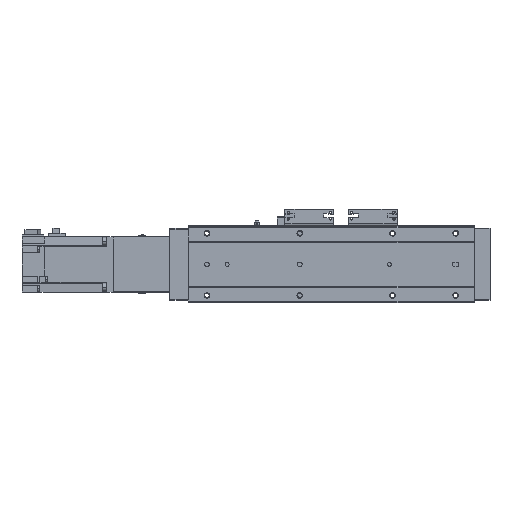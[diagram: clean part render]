
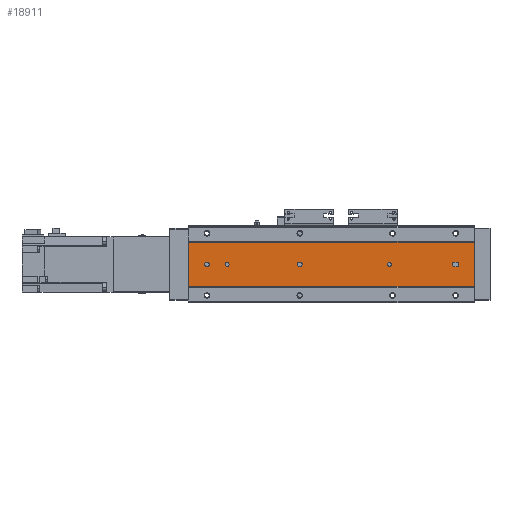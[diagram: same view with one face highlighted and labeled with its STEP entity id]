
A CAD part, front view. The second image highlights one B-rep face of the part: STEP entity #18911.
In plain terms, the highlighted planar face has unit normal (0, -1, 0).
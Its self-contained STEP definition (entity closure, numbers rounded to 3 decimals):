
#61 = DIRECTION ( 'NONE',  ( 0., 0., 1. ) ) ;
#71 = EDGE_CURVE ( 'NONE', #24761, #25313, #15657, .T. ) ;
#344 = ORIENTED_EDGE ( 'NONE', *, *, #22045, .F. ) ;
#441 = LINE ( 'NONE', #15682, #9740 ) ;
#702 = ORIENTED_EDGE ( 'NONE', *, *, #25960, .F. ) ;
#821 = CARTESIAN_POINT ( 'NONE',  ( 308., 1., 23.876 ) ) ;
#869 = ORIENTED_EDGE ( 'NONE', *, *, #6155, .F. ) ;
#1050 = ORIENTED_EDGE ( 'NONE', *, *, #20043, .F. ) ;
#1397 = VERTEX_POINT ( 'NONE', #16158 ) ;
#1570 = FACE_BOUND ( 'NONE', #3545, .T. ) ;
#1593 = CARTESIAN_POINT ( 'NONE',  ( 216.45, 1., 2.1 ) ) ;
#1846 = FACE_BOUND ( 'NONE', #3473, .T. ) ;
#1990 = ORIENTED_EDGE ( 'NONE', *, *, #20804, .T. ) ;
#2240 = EDGE_CURVE ( 'NONE', #26827, #26803, #22389, .T. ) ;
#2783 = AXIS2_PLACEMENT_3D ( 'NONE', #17472, #19175, #25556 ) ;
#3087 = CARTESIAN_POINT ( 'NONE',  ( 308., 1., 23.876 ) ) ;
#3386 = EDGE_CURVE ( 'NONE', #25234, #3850, #16978, .T. ) ;
#3451 = CARTESIAN_POINT ( 'NONE',  ( 308., 1., -23.876 ) ) ;
#3473 = EDGE_LOOP ( 'NONE', ( #14932, #15088 ) ) ;
#3480 = DIRECTION ( 'NONE',  ( -1., 0., 0. ) ) ;
#3545 = EDGE_LOOP ( 'NONE', ( #5695, #8598 ) ) ;
#3626 = ORIENTED_EDGE ( 'NONE', *, *, #5552, .T. ) ;
#3716 = LINE ( 'NONE', #18837, #19245 ) ;
#3819 = FACE_OUTER_BOUND ( 'NONE', #4911, .T. ) ;
#3850 = VERTEX_POINT ( 'NONE', #15420 ) ;
#3900 = DIRECTION ( 'NONE',  ( 0., -1., 0. ) ) ;
#3958 = CARTESIAN_POINT ( 'NONE',  ( 20., 1., 0. ) ) ;
#3963 = DIRECTION ( 'NONE',  ( 1., 0., 0. ) ) ;
#3984 = CIRCLE ( 'NONE', #12539, 2.1 ) ;
#4081 = CARTESIAN_POINT ( 'NONE',  ( 289., 1., 2.5 ) ) ;
#4519 = VERTEX_POINT ( 'NONE', #4081 ) ;
#4734 = CARTESIAN_POINT ( 'NONE',  ( 20., 1., 0. ) ) ;
#4911 = EDGE_LOOP ( 'NONE', ( #3626, #21786, #869, #1990 ) ) ;
#4913 = LINE ( 'NONE', #7155, #10682 ) ;
#5063 = LINE ( 'NONE', #821, #11115 ) ;
#5552 = EDGE_CURVE ( 'NONE', #22575, #27223, #441, .T. ) ;
#5643 = DIRECTION ( 'NONE',  ( 0., -1., 0. ) ) ;
#5664 = PLANE ( 'NONE',  #20536 ) ;
#5695 = ORIENTED_EDGE ( 'NONE', *, *, #2240, .F. ) ;
#5759 = CARTESIAN_POINT ( 'NONE',  ( 41.75, 1., 0. ) ) ;
#6155 = EDGE_CURVE ( 'NONE', #15479, #12119, #5063, .T. ) ;
#6690 = CARTESIAN_POINT ( 'NONE',  ( 120., 1., 0. ) ) ;
#6944 = CIRCLE ( 'NONE', #7815, 2.5 ) ;
#7155 = CARTESIAN_POINT ( 'NONE',  ( 308., 1., 23.876 ) ) ;
#7310 = EDGE_CURVE ( 'NONE', #24616, #14892, #3984, .T. ) ;
#7513 = DIRECTION ( 'NONE',  ( 0., -1., 0. ) ) ;
#7654 = AXIS2_PLACEMENT_3D ( 'NONE', #27424, #21195, #10137 ) ;
#7691 = CARTESIAN_POINT ( 'NONE',  ( 308., 1., -23.876 ) ) ;
#7815 = AXIS2_PLACEMENT_3D ( 'NONE', #3958, #27287, #21199 ) ;
#7994 = DIRECTION ( 'NONE',  ( 0., -1., 0. ) ) ;
#8598 = ORIENTED_EDGE ( 'NONE', *, *, #10181, .F. ) ;
#8791 = VERTEX_POINT ( 'NONE', #19624 ) ;
#9032 = DIRECTION ( 'NONE',  ( 0., 0., -1. ) ) ;
#9216 = CARTESIAN_POINT ( 'NONE',  ( 287., 1., 0. ) ) ;
#9717 = CARTESIAN_POINT ( 'NONE',  ( 120., 1., -2.5 ) ) ;
#9740 = VECTOR ( 'NONE', #9032, 1000. ) ;
#10137 = DIRECTION ( 'NONE',  ( 0., 0., 1. ) ) ;
#10181 = EDGE_CURVE ( 'NONE', #26803, #26827, #14889, .T. ) ;
#10333 = ORIENTED_EDGE ( 'NONE', *, *, #17623, .F. ) ;
#10539 = CARTESIAN_POINT ( 'NONE',  ( 0., 1., 23.876 ) ) ;
#10629 = AXIS2_PLACEMENT_3D ( 'NONE', #5759, #7994, #22724 ) ;
#10682 = VECTOR ( 'NONE', #24431, 1000. ) ;
#11034 = DIRECTION ( 'NONE',  ( 0., -1., 0. ) ) ;
#11097 = CARTESIAN_POINT ( 'NONE',  ( 41.75, 1., 2.1 ) ) ;
#11115 = VECTOR ( 'NONE', #20317, 1000. ) ;
#11344 = EDGE_LOOP ( 'NONE', ( #23226, #17960 ) ) ;
#11494 = CARTESIAN_POINT ( 'NONE',  ( 287., 1., -2.5 ) ) ;
#11521 = ORIENTED_EDGE ( 'NONE', *, *, #26526, .F. ) ;
#11892 = AXIS2_PLACEMENT_3D ( 'NONE', #6690, #15576, #61 ) ;
#12119 = VERTEX_POINT ( 'NONE', #3451 ) ;
#12145 = FACE_BOUND ( 'NONE', #18723, .T. ) ;
#12428 = FACE_BOUND ( 'NONE', #20260, .T. ) ;
#12539 = AXIS2_PLACEMENT_3D ( 'NONE', #26993, #5643, #22484 ) ;
#13312 = CARTESIAN_POINT ( 'NONE',  ( 216.45, 1., 0. ) ) ;
#13329 = DIRECTION ( 'NONE',  ( 0., 0., 1. ) ) ;
#14101 = CARTESIAN_POINT ( 'NONE',  ( 308., 1., -2.5 ) ) ;
#14423 = CARTESIAN_POINT ( 'NONE',  ( 308., 1., 23.876 ) ) ;
#14557 = FACE_BOUND ( 'NONE', #11344, .T. ) ;
#14584 = ORIENTED_EDGE ( 'NONE', *, *, #71, .F. ) ;
#14889 = CIRCLE ( 'NONE', #7654, 2.1 ) ;
#14892 = VERTEX_POINT ( 'NONE', #1593 ) ;
#14932 = ORIENTED_EDGE ( 'NONE', *, *, #7310, .F. ) ;
#15088 = ORIENTED_EDGE ( 'NONE', *, *, #24833, .F. ) ;
#15420 = CARTESIAN_POINT ( 'NONE',  ( 20., 1., -2.5 ) ) ;
#15455 = DIRECTION ( 'NONE',  ( 0., -1., 0. ) ) ;
#15479 = VERTEX_POINT ( 'NONE', #3087 ) ;
#15576 = DIRECTION ( 'NONE',  ( 0., -1., 0. ) ) ;
#15657 = CIRCLE ( 'NONE', #22440, 2.5 ) ;
#15682 = CARTESIAN_POINT ( 'NONE',  ( 0., 1., 23.876 ) ) ;
#15946 = AXIS2_PLACEMENT_3D ( 'NONE', #9216, #7513, #13329 ) ;
#16158 = CARTESIAN_POINT ( 'NONE',  ( 287., 1., 2.5 ) ) ;
#16368 = LINE ( 'NONE', #14101, #17791 ) ;
#16381 = AXIS2_PLACEMENT_3D ( 'NONE', #13312, #11034, #23661 ) ;
#16501 = EDGE_CURVE ( 'NONE', #3850, #25234, #6944, .T. ) ;
#16865 = CIRCLE ( 'NONE', #11892, 2.5 ) ;
#16978 = CIRCLE ( 'NONE', #17908, 2.5 ) ;
#17472 = CARTESIAN_POINT ( 'NONE',  ( 289., 1., 0. ) ) ;
#17623 = EDGE_CURVE ( 'NONE', #1397, #23266, #20481, .T. ) ;
#17754 = CARTESIAN_POINT ( 'NONE',  ( 41.75, 1., -2.1 ) ) ;
#17791 = VECTOR ( 'NONE', #27123, 1000. ) ;
#17908 = AXIS2_PLACEMENT_3D ( 'NONE', #4734, #15455, #24392 ) ;
#17960 = ORIENTED_EDGE ( 'NONE', *, *, #3386, .F. ) ;
#18419 = DIRECTION ( 'NONE',  ( -1., 0., 0. ) ) ;
#18583 = EDGE_CURVE ( 'NONE', #12119, #27223, #20575, .T. ) ;
#18723 = EDGE_LOOP ( 'NONE', ( #702, #14584 ) ) ;
#18837 = CARTESIAN_POINT ( 'NONE',  ( 308., 1., 2.5 ) ) ;
#18911 = ADVANCED_FACE ( 'NONE', ( #3819, #1570, #1846, #14557, #12145, #12428 ), #5664, .F. ) ;
#19175 = DIRECTION ( 'NONE',  ( 0., -1., 0. ) ) ;
#19245 = VECTOR ( 'NONE', #18419, 1000. ) ;
#19624 = CARTESIAN_POINT ( 'NONE',  ( 289., 1., -2.5 ) ) ;
#20043 = EDGE_CURVE ( 'NONE', #4519, #1397, #3716, .T. ) ;
#20260 = EDGE_LOOP ( 'NONE', ( #11521, #10333, #1050, #344 ) ) ;
#20317 = DIRECTION ( 'NONE',  ( 0., 0., -1. ) ) ;
#20449 = CIRCLE ( 'NONE', #16381, 2.1 ) ;
#20481 = CIRCLE ( 'NONE', #15946, 2.5 ) ;
#20536 = AXIS2_PLACEMENT_3D ( 'NONE', #14423, #20784, #3963 ) ;
#20575 = LINE ( 'NONE', #7691, #23677 ) ;
#20784 = DIRECTION ( 'NONE',  ( 0., 1., 0. ) ) ;
#20804 = EDGE_CURVE ( 'NONE', #15479, #22575, #4913, .T. ) ;
#21195 = DIRECTION ( 'NONE',  ( 0., -1., 0. ) ) ;
#21199 = DIRECTION ( 'NONE',  ( 0., 0., 1. ) ) ;
#21278 = CIRCLE ( 'NONE', #2783, 2.5 ) ;
#21393 = CARTESIAN_POINT ( 'NONE',  ( 216.45, 1., -2.1 ) ) ;
#21423 = DIRECTION ( 'NONE',  ( 0., 0., 1. ) ) ;
#21786 = ORIENTED_EDGE ( 'NONE', *, *, #18583, .F. ) ;
#22045 = EDGE_CURVE ( 'NONE', #8791, #4519, #21278, .T. ) ;
#22095 = CARTESIAN_POINT ( 'NONE',  ( 120., 1., 2.5 ) ) ;
#22389 = CIRCLE ( 'NONE', #10629, 2.1 ) ;
#22440 = AXIS2_PLACEMENT_3D ( 'NONE', #23004, #3900, #21423 ) ;
#22484 = DIRECTION ( 'NONE',  ( 0., 0., 1. ) ) ;
#22575 = VERTEX_POINT ( 'NONE', #10539 ) ;
#22724 = DIRECTION ( 'NONE',  ( 0., 0., 1. ) ) ;
#23004 = CARTESIAN_POINT ( 'NONE',  ( 120., 1., 0. ) ) ;
#23226 = ORIENTED_EDGE ( 'NONE', *, *, #16501, .F. ) ;
#23266 = VERTEX_POINT ( 'NONE', #11494 ) ;
#23661 = DIRECTION ( 'NONE',  ( 0., 0., 1. ) ) ;
#23677 = VECTOR ( 'NONE', #3480, 1000. ) ;
#23691 = CARTESIAN_POINT ( 'NONE',  ( 0., 1., -23.876 ) ) ;
#24392 = DIRECTION ( 'NONE',  ( 0., 0., 1. ) ) ;
#24431 = DIRECTION ( 'NONE',  ( -1., 0., 0. ) ) ;
#24616 = VERTEX_POINT ( 'NONE', #21393 ) ;
#24761 = VERTEX_POINT ( 'NONE', #22095 ) ;
#24833 = EDGE_CURVE ( 'NONE', #14892, #24616, #20449, .T. ) ;
#25234 = VERTEX_POINT ( 'NONE', #26309 ) ;
#25313 = VERTEX_POINT ( 'NONE', #9717 ) ;
#25556 = DIRECTION ( 'NONE',  ( 0., 0., 1. ) ) ;
#25960 = EDGE_CURVE ( 'NONE', #25313, #24761, #16865, .T. ) ;
#26309 = CARTESIAN_POINT ( 'NONE',  ( 20., 1., 2.5 ) ) ;
#26526 = EDGE_CURVE ( 'NONE', #23266, #8791, #16368, .T. ) ;
#26803 = VERTEX_POINT ( 'NONE', #11097 ) ;
#26827 = VERTEX_POINT ( 'NONE', #17754 ) ;
#26993 = CARTESIAN_POINT ( 'NONE',  ( 216.45, 1., 0. ) ) ;
#27123 = DIRECTION ( 'NONE',  ( 1., 0., 0. ) ) ;
#27223 = VERTEX_POINT ( 'NONE', #23691 ) ;
#27287 = DIRECTION ( 'NONE',  ( 0., -1., 0. ) ) ;
#27424 = CARTESIAN_POINT ( 'NONE',  ( 41.75, 1., 0. ) ) ;
